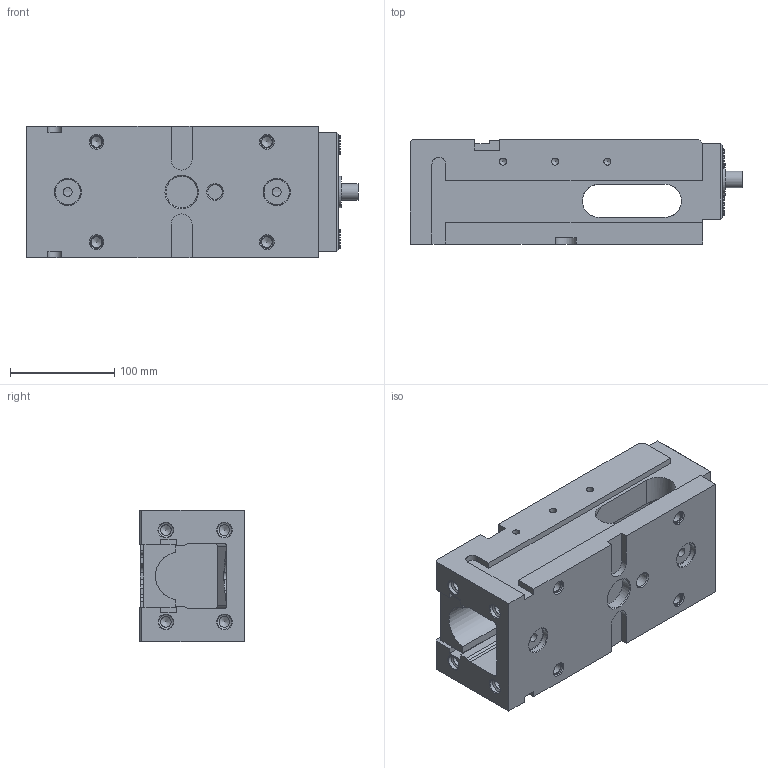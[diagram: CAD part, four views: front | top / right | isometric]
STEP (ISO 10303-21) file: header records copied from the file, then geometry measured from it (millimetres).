
FILE_DESCRIPTION (( 'STEP AP214' ), '1' );
FILE_NAME ('6921738000055.STEP', '2021-08-24T12:25:39', ( '' ), ( '' ), 'SwSTEP 2.0', 'SolidWorks 2018', '' );
FILE_SCHEMA (( 'AUTOMOTIVE_DESIGN' ));
Length unit declared in the file: millimetre
Products named in the file (1): 6921738000055
Bounding box: 317.8 x 100 x 126 mm (x, y, z)
Volume: 2263513.7 mm3; surface area: 281312.9 mm2
Topology: 1 solids, 1 shells, 290 faces, 776 edges, 493 vertices
Faces by surface type: plane 141, cylinder 87, cone 62
Full cylindrical faces by diameter (mm): 6.8 x6, 8.5 x2, 10.2 x24, 12 x4, 14 x5, 15.8 x1, 19 x4, 24 x2, 25 x2, 30 x2
Entity records: 9593 total; most frequent: CARTESIAN_POINT 2098, DIRECTION 1335, ORIENTED_EDGE 1250, EDGE_CURVE 625, AXIS2_PLACEMENT_3D 470, VERTEX_POINT 448, EDGE_LOOP 433, LINE 395
